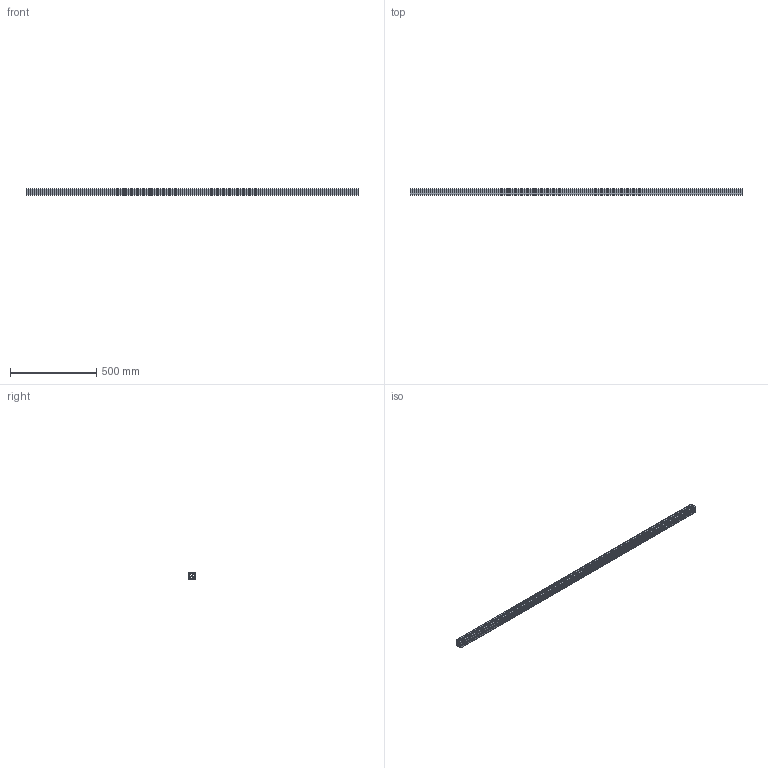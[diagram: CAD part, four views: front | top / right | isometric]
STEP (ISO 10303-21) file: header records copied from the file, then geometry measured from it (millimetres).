
FILE_DESCRIPTION(('STEP AP214'),'1');
FILE_NAME('3842993724_161654351.stp','2025-06-04T14:16:55',(''),(''),'XStep 1.0','it-motive AG (itm_Acis_A0019_01R_32.dll)',' ');
FILE_SCHEMA(('automotive_design'));
Length unit declared in the file: millimetre
Products named in the file (1): PROFIL
Bounding box: 1920 x 40 x 40 mm (x, y, z)
Volume: 1066121.8 mm3; surface area: 1001257.5 mm2
Topology: 1 solids, 1 shells, 150 faces, 444 edges, 296 vertices
Faces by surface type: plane 118, cylinder 32
Entity records: 6216 total; most frequent: CARTESIAN_POINT 891, ORIENTED_EDGE 888, DIRECTION 810, EDGE_CURVE 444, LINE 380, VECTOR 380, VERTEX_POINT 296, AXIS2_PLACEMENT_3D 215
